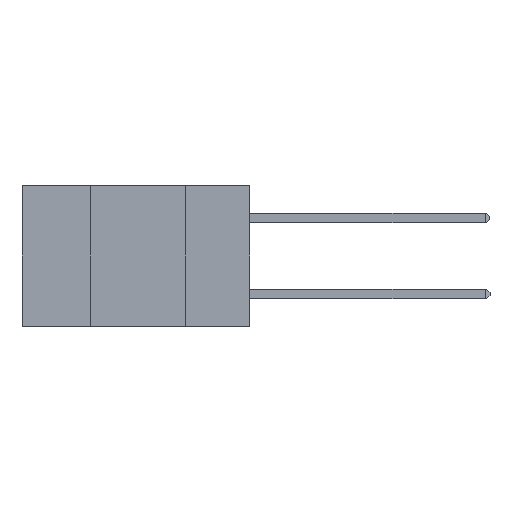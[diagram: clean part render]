
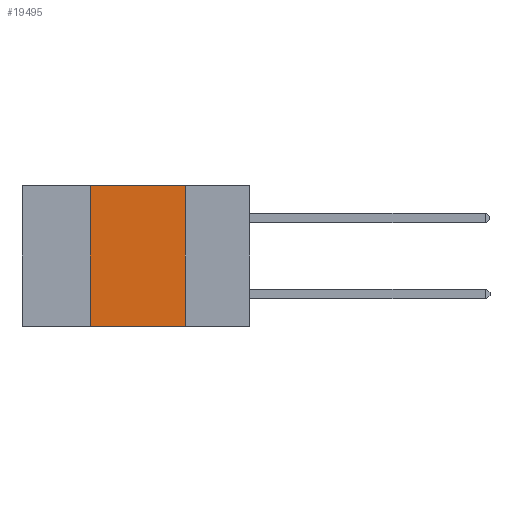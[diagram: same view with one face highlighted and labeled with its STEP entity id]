
A CAD part, left-side view. The second image highlights one B-rep face of the part: STEP entity #19495.
In plain terms, the highlighted planar face has unit normal (-1, 0, 0).
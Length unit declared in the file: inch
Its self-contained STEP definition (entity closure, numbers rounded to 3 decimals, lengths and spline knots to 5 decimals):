
#1053 = DIRECTION ( 'NONE',  ( 0., -1., 0. ) ) ;
#1483 = VERTEX_POINT ( 'NONE', #8657 ) ;
#2007 = VECTOR ( 'NONE', #9118, 39.37008 ) ;
#3867 = ORIENTED_EDGE ( 'NONE', *, *, #13696, .F. ) ;
#5063 = CARTESIAN_POINT ( 'NONE',  ( 0., 0.42, 0. ) ) ;
#7150 = ORIENTED_EDGE ( 'NONE', *, *, #15243, .F. ) ;
#7638 = LINE ( 'NONE', #18319, #2007 ) ;
#8420 = CARTESIAN_POINT ( 'NONE',  ( 0., 0.6, 0. ) ) ;
#8657 = CARTESIAN_POINT ( 'NONE',  ( 0., 0.42, 0. ) ) ;
#9118 = DIRECTION ( 'NONE',  ( 0., 0., -1. ) ) ;
#9137 = CARTESIAN_POINT ( 'NONE',  ( 0., 0.17, 0. ) ) ;
#10271 = DIRECTION ( 'NONE',  ( 0., 0., -1. ) ) ;
#10484 = ORIENTED_EDGE ( 'NONE', *, *, #12440, .F. ) ;
#10548 = DIRECTION ( 'NONE',  ( 0., 0., 1. ) ) ;
#11167 = EDGE_CURVE ( 'NONE', #19849, #16986, #17560, .T. ) ;
#11277 = EDGE_LOOP ( 'NONE', ( #3867, #7150, #10484, #11964 ) ) ;
#11801 = VECTOR ( 'NONE', #10548, 39.37008 ) ;
#11964 = ORIENTED_EDGE ( 'NONE', *, *, #11167, .T. ) ;
#12440 = EDGE_CURVE ( 'NONE', #19849, #1483, #16687, .T. ) ;
#12487 = VECTOR ( 'NONE', #1053, 39.37008 ) ;
#13078 = LINE ( 'NONE', #23040, #12487 ) ;
#13696 = EDGE_CURVE ( 'NONE', #19782, #16986, #7638, .T. ) ;
#15243 = EDGE_CURVE ( 'NONE', #1483, #19782, #13078, .T. ) ;
#16687 = LINE ( 'NONE', #5063, #11801 ) ;
#16986 = VERTEX_POINT ( 'NONE', #20150 ) ;
#17003 = VECTOR ( 'NONE', #19442, 39.37008 ) ;
#17560 = LINE ( 'NONE', #21138, #17003 ) ;
#17677 = FACE_OUTER_BOUND ( 'NONE', #11277, .T. ) ;
#18319 = CARTESIAN_POINT ( 'NONE',  ( 0., 0.17, 0. ) ) ;
#19440 = PLANE ( 'NONE',  #21079 ) ;
#19442 = DIRECTION ( 'NONE',  ( 0., -1., 0. ) ) ;
#19495 = ADVANCED_FACE ( 'NONE', ( #17677 ), #19440, .F. ) ;
#19782 = VERTEX_POINT ( 'NONE', #9137 ) ;
#19849 = VERTEX_POINT ( 'NONE', #20268 ) ;
#20150 = CARTESIAN_POINT ( 'NONE',  ( 0., 0.17, -0.37 ) ) ;
#20268 = CARTESIAN_POINT ( 'NONE',  ( 0., 0.42, -0.37 ) ) ;
#21079 = AXIS2_PLACEMENT_3D ( 'NONE', #8420, #21212, #10271 ) ;
#21138 = CARTESIAN_POINT ( 'NONE',  ( 0., 0.6, -0.37 ) ) ;
#21212 = DIRECTION ( 'NONE',  ( 1., 0., 0. ) ) ;
#23040 = CARTESIAN_POINT ( 'NONE',  ( 0., 0.6, 0. ) ) ;
